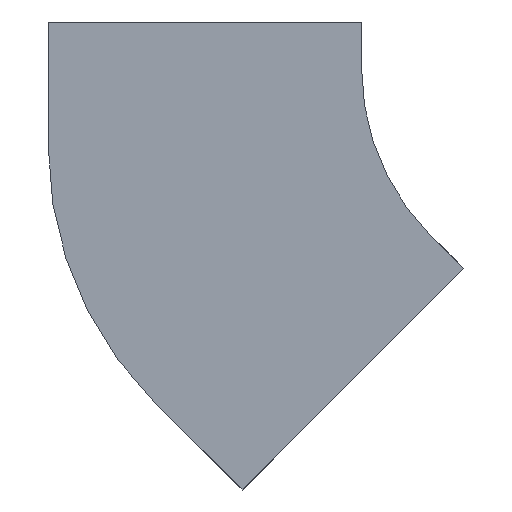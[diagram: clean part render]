
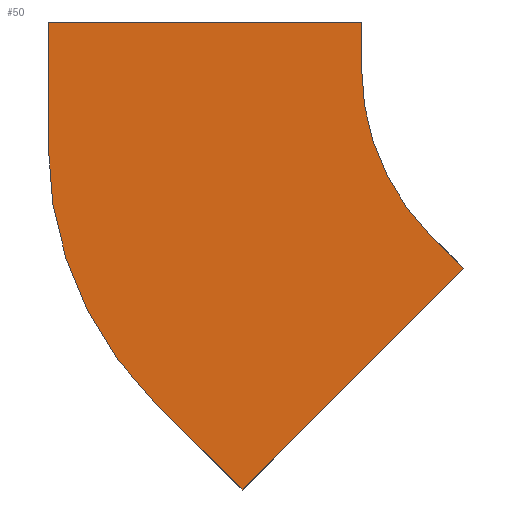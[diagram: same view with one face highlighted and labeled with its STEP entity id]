
A CAD part, front view. The second image highlights one B-rep face of the part: STEP entity #50.
In plain terms, the highlighted planar face has unit normal (0, -1, 0).
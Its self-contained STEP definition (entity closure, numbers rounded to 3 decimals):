
#50 = ADVANCED_FACE ( 'NONE', ( #776 ), #1667, .F. ) ;
#52 = AXIS2_PLACEMENT_3D ( 'NONE', #1292, #1293, #1294 ) ;
#300 = VERTEX_POINT ( 'NONE', #1708 ) ;
#307 = VERTEX_POINT ( 'NONE', #1715 ) ;
#316 = VERTEX_POINT ( 'NONE', #1724 ) ;
#322 = VERTEX_POINT ( 'NONE', #1730 ) ;
#328 = VERTEX_POINT ( 'NONE', #1736 ) ;
#340 = VERTEX_POINT ( 'NONE', #1748 ) ;
#341 = VERTEX_POINT ( 'NONE', #1749 ) ;
#346 = VERTEX_POINT ( 'NONE', #1754 ) ;
#356 = EDGE_LOOP ( 'NONE', ( #478, #479, #480, #481, #482, #483, #484, #485 ) ) ;
#478 = ORIENTED_EDGE ( 'NONE', *, *, #1084, .F. ) ;
#479 = ORIENTED_EDGE ( 'NONE', *, *, #1072, .F. ) ;
#480 = ORIENTED_EDGE ( 'NONE', *, *, #1066, .F. ) ;
#481 = ORIENTED_EDGE ( 'NONE', *, *, #1055, .F. ) ;
#482 = ORIENTED_EDGE ( 'NONE', *, *, #1052, .F. ) ;
#483 = ORIENTED_EDGE ( 'NONE', *, *, #1037, .F. ) ;
#484 = ORIENTED_EDGE ( 'NONE', *, *, #1033, .F. ) ;
#485 = ORIENTED_EDGE ( 'NONE', *, *, #1087, .F. ) ;
#776 = FACE_OUTER_BOUND ( 'NONE', #356, .T. ) ;
#816 = LINE ( 'NONE', #1168, #820 ) ;
#820 = VECTOR ( 'NONE', #1165, 1000. ) ;
#825 = LINE ( 'NONE', #1178, #828 ) ;
#828 = VECTOR ( 'NONE', #1179, 1000. ) ;
#850 = LINE ( 'NONE', #1209, #854 ) ;
#854 = VECTOR ( 'NONE', #1207, 1000. ) ;
#855 = CIRCLE ( 'NONE', #1480, 150. ) ;
#874 = LINE ( 'NONE', #1238, #876 ) ;
#876 = VECTOR ( 'NONE', #1239, 1000. ) ;
#885 = LINE ( 'NONE', #1258, #888 ) ;
#888 = VECTOR ( 'NONE', #1259, 1000. ) ;
#906 = LINE ( 'NONE', #1278, #908 ) ;
#908 = VECTOR ( 'NONE', #1279, 1000. ) ;
#911 = CIRCLE ( 'NONE', #52, 230. ) ;
#1033 = EDGE_CURVE ( 'NONE', #346, #340, #816, .T. ) ;
#1037 = EDGE_CURVE ( 'NONE', #340, #341, #825, .T. ) ;
#1052 = EDGE_CURVE ( 'NONE', #341, #328, #850, .T. ) ;
#1055 = EDGE_CURVE ( 'NONE', #328, #322, #855, .T. ) ;
#1066 = EDGE_CURVE ( 'NONE', #322, #316, #874, .T. ) ;
#1072 = EDGE_CURVE ( 'NONE', #316, #307, #885, .T. ) ;
#1084 = EDGE_CURVE ( 'NONE', #307, #300, #906, .T. ) ;
#1087 = EDGE_CURVE ( 'NONE', #300, #346, #911, .T. ) ;
#1165 = DIRECTION ( 'NONE',  ( 0., 0., 1. ) ) ;
#1168 = CARTESIAN_POINT ( 'NONE',  ( -100., 0., 0. ) ) ;
#1178 = CARTESIAN_POINT ( 'NONE',  ( -100., 0., 0. ) ) ;
#1179 = DIRECTION ( 'NONE',  ( 1., 0., 0. ) ) ;
#1207 = DIRECTION ( 'NONE',  ( 0., 0., -1. ) ) ;
#1209 = CARTESIAN_POINT ( 'NONE',  ( 100., 0., 0. ) ) ;
#1219 = CARTESIAN_POINT ( 'NONE',  ( 250., 0., -30. ) ) ;
#1220 = DIRECTION ( 'NONE',  ( 0., -1., 0. ) ) ;
#1221 = DIRECTION ( 'NONE',  ( 0., 0., -1. ) ) ;
#1238 = CARTESIAN_POINT ( 'NONE',  ( 165.147, 0., -157.279 ) ) ;
#1239 = DIRECTION ( 'NONE',  ( 0.707, 0., -0.707 ) ) ;
#1258 = CARTESIAN_POINT ( 'NONE',  ( 23.726, 0., -298.701 ) ) ;
#1259 = DIRECTION ( 'NONE',  ( -0.707, 0., -0.707 ) ) ;
#1278 = CARTESIAN_POINT ( 'NONE',  ( -32.635, 0., -242.34 ) ) ;
#1279 = DIRECTION ( 'NONE',  ( -0.707, 0., 0.707 ) ) ;
#1292 = CARTESIAN_POINT ( 'NONE',  ( 130., 0., -79.706 ) ) ;
#1293 = DIRECTION ( 'NONE',  ( 0., 1., 0. ) ) ;
#1294 = DIRECTION ( 'NONE',  ( 0., 0., 1. ) ) ;
#1474 = AXIS2_PLACEMENT_3D ( 'NONE', #1665, #1669, #1670 ) ;
#1480 = AXIS2_PLACEMENT_3D ( 'NONE', #1219, #1220, #1221 ) ;
#1665 = CARTESIAN_POINT ( 'NONE',  ( 130., 0., -79.706 ) ) ;
#1667 = PLANE ( 'NONE',  #1474 ) ;
#1669 = DIRECTION ( 'NONE',  ( 0., 1., 0. ) ) ;
#1670 = DIRECTION ( 'NONE',  ( 0., 0., 1. ) ) ;
#1708 = CARTESIAN_POINT ( 'NONE',  ( -32.635, 0., -242.34 ) ) ;
#1715 = CARTESIAN_POINT ( 'NONE',  ( 23.726, 0., -298.701 ) ) ;
#1724 = CARTESIAN_POINT ( 'NONE',  ( 165.147, 0., -157.279 ) ) ;
#1730 = CARTESIAN_POINT ( 'NONE',  ( 143.934, 0., -136.066 ) ) ;
#1736 = CARTESIAN_POINT ( 'NONE',  ( 100., 0., -30. ) ) ;
#1748 = CARTESIAN_POINT ( 'NONE',  ( -100., 0., 0. ) ) ;
#1749 = CARTESIAN_POINT ( 'NONE',  ( 100., 0., 0. ) ) ;
#1754 = CARTESIAN_POINT ( 'NONE',  ( -100., 0., -79.706 ) ) ;
